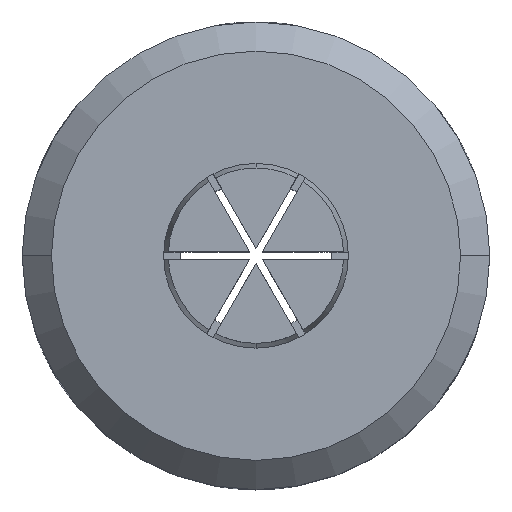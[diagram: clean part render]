
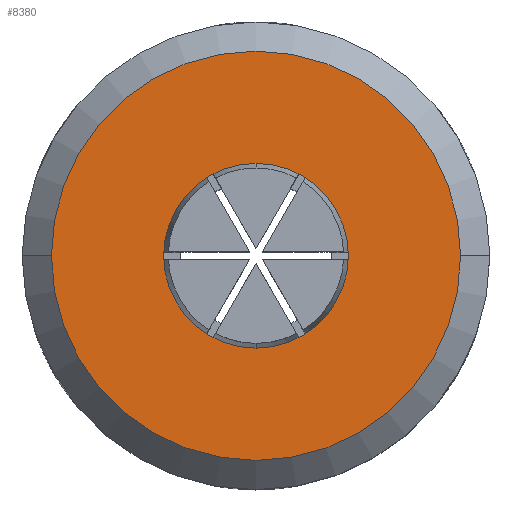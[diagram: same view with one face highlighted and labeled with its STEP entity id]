
A CAD part, top view. The second image highlights one B-rep face of the part: STEP entity #8380.
In plain terms, the highlighted planar face has unit normal (0, 0, 1).
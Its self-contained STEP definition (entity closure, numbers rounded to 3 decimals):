
#244 = CIRCLE ( 'NONE', #7129, 10.033 ) ;
#641 = DIRECTION ( 'NONE',  ( 0., 0., -1. ) ) ;
#672 = CARTESIAN_POINT ( 'NONE',  ( 0., 0., 25.4 ) ) ;
#756 = DIRECTION ( 'NONE',  ( -1., 0., 0. ) ) ;
#798 = DIRECTION ( 'NONE',  ( -1., 0., 0. ) ) ;
#887 = CARTESIAN_POINT ( 'NONE',  ( 22.225, 0., 25.4 ) ) ;
#1160 = VERTEX_POINT ( 'NONE', #887 ) ;
#1229 = DIRECTION ( 'NONE',  ( 0., 1., 0. ) ) ;
#2529 = CIRCLE ( 'NONE', #2815, 10.033 ) ;
#2652 = EDGE_LOOP ( 'NONE', ( #6627, #2667 ) ) ;
#2667 = ORIENTED_EDGE ( 'NONE', *, *, #4066, .T. ) ;
#2758 = DIRECTION ( 'NONE',  ( -1., 0., 0. ) ) ;
#2815 = AXIS2_PLACEMENT_3D ( 'NONE', #672, #2916, #756 ) ;
#2855 = AXIS2_PLACEMENT_3D ( 'NONE', #5353, #5994, #2758 ) ;
#2916 = DIRECTION ( 'NONE',  ( 0., 0., 1. ) ) ;
#4066 = EDGE_CURVE ( 'NONE', #4877, #1160, #4506, .T. ) ;
#4133 = CIRCLE ( 'NONE', #2855, 22.225 ) ;
#4369 = CARTESIAN_POINT ( 'NONE',  ( -10.033, 0., 25.4 ) ) ;
#4381 = CARTESIAN_POINT ( 'NONE',  ( 10.033, 0., 25.4 ) ) ;
#4506 = CIRCLE ( 'NONE', #5667, 22.225 ) ;
#4877 = VERTEX_POINT ( 'NONE', #8087 ) ;
#5114 = ORIENTED_EDGE ( 'NONE', *, *, #5749, .F. ) ;
#5259 = EDGE_CURVE ( 'NONE', #6209, #5799, #2529, .T. ) ;
#5287 = AXIS2_PLACEMENT_3D ( 'NONE', #7472, #641, #1229 ) ;
#5336 = DIRECTION ( 'NONE',  ( -1., 0., 0. ) ) ;
#5353 = CARTESIAN_POINT ( 'NONE',  ( 0., 0., 25.4 ) ) ;
#5401 = PLANE ( 'NONE',  #5287 ) ;
#5506 = CARTESIAN_POINT ( 'NONE',  ( 0., 0., 25.4 ) ) ;
#5667 = AXIS2_PLACEMENT_3D ( 'NONE', #6640, #8611, #5336 ) ;
#5749 = EDGE_CURVE ( 'NONE', #5799, #6209, #244, .T. ) ;
#5799 = VERTEX_POINT ( 'NONE', #4381 ) ;
#5994 = DIRECTION ( 'NONE',  ( 0., 0., 1. ) ) ;
#6209 = VERTEX_POINT ( 'NONE', #4369 ) ;
#6627 = ORIENTED_EDGE ( 'NONE', *, *, #8444, .T. ) ;
#6637 = EDGE_LOOP ( 'NONE', ( #8576, #5114 ) ) ;
#6640 = CARTESIAN_POINT ( 'NONE',  ( 0., 0., 25.4 ) ) ;
#7129 = AXIS2_PLACEMENT_3D ( 'NONE', #5506, #8248, #798 ) ;
#7472 = CARTESIAN_POINT ( 'NONE',  ( 0., 0., 25.4 ) ) ;
#7512 = FACE_BOUND ( 'NONE', #6637, .T. ) ;
#8087 = CARTESIAN_POINT ( 'NONE',  ( -22.225, 0., 25.4 ) ) ;
#8146 = FACE_OUTER_BOUND ( 'NONE', #2652, .T. ) ;
#8248 = DIRECTION ( 'NONE',  ( 0., 0., 1. ) ) ;
#8380 = ADVANCED_FACE ( 'NONE', ( #8146, #7512 ), #5401, .F. ) ;
#8444 = EDGE_CURVE ( 'NONE', #1160, #4877, #4133, .T. ) ;
#8576 = ORIENTED_EDGE ( 'NONE', *, *, #5259, .F. ) ;
#8611 = DIRECTION ( 'NONE',  ( 0., 0., 1. ) ) ;
